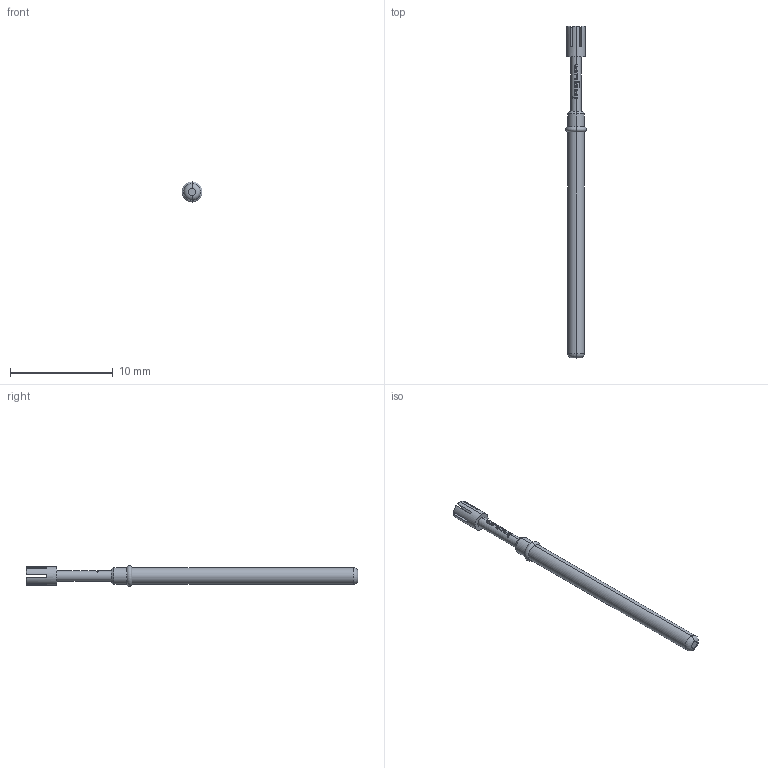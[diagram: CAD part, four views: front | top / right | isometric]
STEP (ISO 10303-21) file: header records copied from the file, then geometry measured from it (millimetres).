
FILE_DESCRIPTION (( 'STEP AP203' ), '1' );
FILE_NAME ('INGUN_GKS-112_319_180_X_xx02_0.STEP', '2016-08-09T13:14:00', ( '' ), ( '' ), 'SwSTEP 2.0', 'SolidWorks 2016', '' );
FILE_SCHEMA (( 'CONFIG_CONTROL_DESIGN' ));
Length unit declared in the file: millimetre
Products named in the file (1): INGUN_GKS-112_319_180_X_xx02_0
Bounding box: 2.03 x 32.3 x 2.03 mm (x, y, z)
Volume: 60.6 mm3; surface area: 177.4 mm2
Topology: 1 solids, 1 shells, 116 faces, 323 edges, 212 vertices
Faces by surface type: plane 56, bspline 22, cylinder 18, cone 16, torus 4
Entity records: 4116 total; most frequent: CARTESIAN_POINT 1248, ORIENTED_EDGE 646, DIRECTION 505, EDGE_CURVE 323, VERTEX_POINT 212, AXIS2_PLACEMENT_3D 197, EDGE_LOOP 119, FACE_OUTER_BOUND 116
